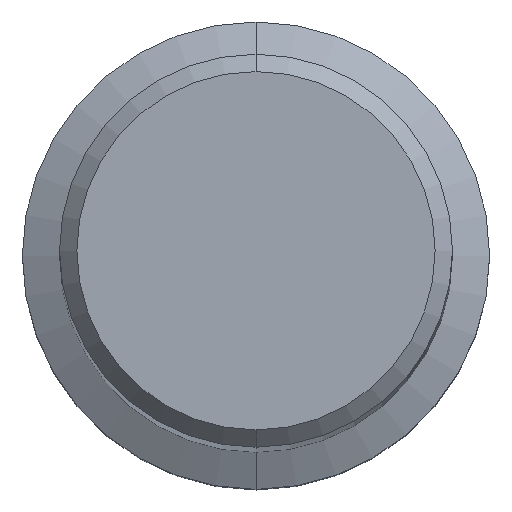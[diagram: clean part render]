
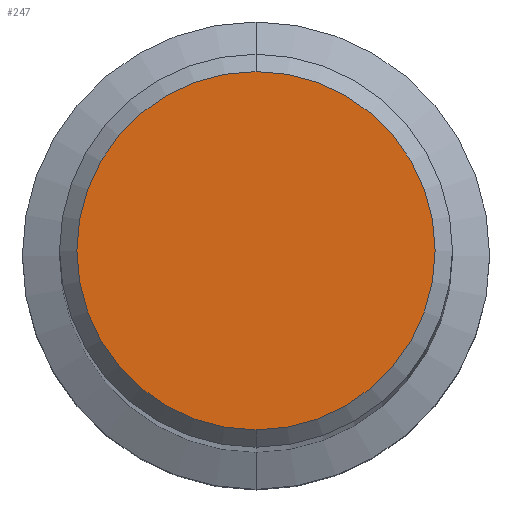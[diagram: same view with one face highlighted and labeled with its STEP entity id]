
A CAD part, top view. The second image highlights one B-rep face of the part: STEP entity #247.
In plain terms, the highlighted planar face has unit normal (0, 0, 1).
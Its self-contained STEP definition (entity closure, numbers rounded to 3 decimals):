
#247=ADVANCED_FACE('',(#606),#607,.T.);
#295=VERTEX_POINT('',#661);
#337=EDGE_CURVE('',#437,#295,#707,.T.);
#437=VERTEX_POINT('',#819);
#523=EDGE_CURVE('',#295,#437,#915,.T.);
#606=FACE_OUTER_BOUND('',#1101,.T.);
#607=PLANE('',#1102);
#661=CARTESIAN_POINT('',(0.,-10.35,0.0));
#707=CIRCLE('',#1287,10.35);
#819=CARTESIAN_POINT('',(0.0,10.35,0.0));
#915=CIRCLE('',#1790,10.35);
#1101=EDGE_LOOP('',(#1871,#1872));
#1102=AXIS2_PLACEMENT_3D('',#1873,#1874,#1875);
#1287=AXIS2_PLACEMENT_3D('',#1994,#1995,#1996);
#1790=AXIS2_PLACEMENT_3D('',#2228,#2229,#2230);
#1871=ORIENTED_EDGE('',*,*,#337,.F.);
#1872=ORIENTED_EDGE('',*,*,#523,.F.);
#1873=CARTESIAN_POINT('',(0.0,5.175,0.0));
#1874=DIRECTION('',(-0.0,0.0,1.0));
#1875=DIRECTION('',(0.0,-1.0,0.0));
#1994=CARTESIAN_POINT('',(0.0,0.0,0.0));
#1995=DIRECTION('',(0.0,0.0,-1.0));
#1996=DIRECTION('',(0.0,1.0,0.0));
#2228=CARTESIAN_POINT('',(0.0,0.0,0.0));
#2229=DIRECTION('',(0.0,0.0,-1.0));
#2230=DIRECTION('',(0.0,1.0,0.0));
